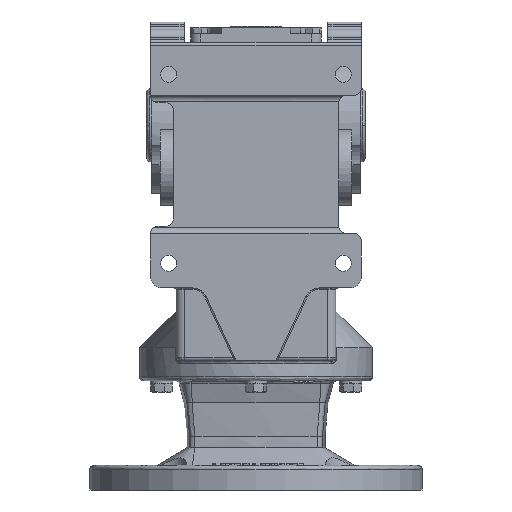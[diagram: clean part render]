
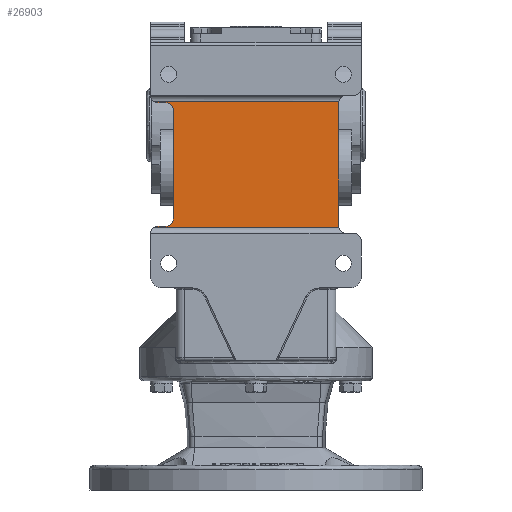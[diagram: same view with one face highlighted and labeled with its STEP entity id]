
A CAD part, front view. The second image highlights one B-rep face of the part: STEP entity #26903.
In plain terms, the highlighted planar face has unit normal (0, -1, 0).
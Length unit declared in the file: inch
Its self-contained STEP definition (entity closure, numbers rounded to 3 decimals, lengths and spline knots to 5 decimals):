
#54 = AXIS2_PLACEMENT_3D ( 'NONE', #12267, #39705, #15239 ) ;
#126 = CARTESIAN_POINT ( 'NONE',  ( -2.44094, -4.2126, 0.41339 ) ) ;
#199 = CARTESIAN_POINT ( 'NONE',  ( -2.44094, -4.2126, -2.73622 ) ) ;
#794 = CARTESIAN_POINT ( 'NONE',  ( 2.24409, -4.2126, 0.64961 ) ) ;
#1053 = VERTEX_POINT ( 'NONE', #1582 ) ;
#1199 = VERTEX_POINT ( 'NONE', #2180 ) ;
#1524 = AXIS2_PLACEMENT_3D ( 'NONE', #2488, #43498, #5482 ) ;
#1582 = CARTESIAN_POINT ( 'NONE',  ( -2.24409, -4.2126, -2.53937 ) ) ;
#1869 = CARTESIAN_POINT ( 'NONE',  ( 3.14961, -4.2126, -2.77559 ) ) ;
#2176 = EDGE_CURVE ( 'NONE', #31198, #22590, #6437, .T. ) ;
#2180 = CARTESIAN_POINT ( 'NONE',  ( -2.44094, -4.2126, 0.61024 ) ) ;
#2488 = CARTESIAN_POINT ( 'NONE',  ( -2.44094, -4.2126, -2.53937 ) ) ;
#3703 = VECTOR ( 'NONE', #11715, 39.37008 ) ;
#4347 = CARTESIAN_POINT ( 'NONE',  ( -2.24409, -4.2126, 0.61024 ) ) ;
#4521 = ORIENTED_EDGE ( 'NONE', *, *, #30355, .T. ) ;
#4979 = DIRECTION ( 'NONE',  ( 0., 1., 0. ) ) ;
#5187 = VECTOR ( 'NONE', #7962, 39.37008 ) ;
#5482 = DIRECTION ( 'NONE',  ( 1., 0., 0. ) ) ;
#6022 = VERTEX_POINT ( 'NONE', #32783 ) ;
#6284 = DIRECTION ( 'NONE',  ( 0., 1., 0. ) ) ;
#6437 = LINE ( 'NONE', #1869, #3703 ) ;
#6669 = VECTOR ( 'NONE', #35683, 39.37008 ) ;
#7962 = DIRECTION ( 'NONE',  ( 1., 0., 0. ) ) ;
#8289 = CIRCLE ( 'NONE', #1524, 0.19685 ) ;
#10859 = DIRECTION ( 'NONE',  ( 0., 1., 0. ) ) ;
#11715 = DIRECTION ( 'NONE',  ( -1., 0., 0. ) ) ;
#12267 = CARTESIAN_POINT ( 'NONE',  ( -2.65748, -4.2126, 0.80709 ) ) ;
#12326 = ORIENTED_EDGE ( 'NONE', *, *, #26135, .T. ) ;
#13263 = EDGE_CURVE ( 'NONE', #43722, #1199, #30757, .T. ) ;
#14259 = CIRCLE ( 'NONE', #17268, 0.19685 ) ;
#15239 = DIRECTION ( 'NONE',  ( -1., 0., 0. ) ) ;
#15365 = ORIENTED_EDGE ( 'NONE', *, *, #42747, .T. ) ;
#15732 = EDGE_LOOP ( 'NONE', ( #33288, #26782, #4521, #16991, #34261, #15365, #28992, #26749, #12326, #19437, #18526, #35221 ) ) ;
#16093 = PLANE ( 'NONE',  #28657 ) ;
#16165 = VECTOR ( 'NONE', #21384, 39.37008 ) ;
#16701 = CARTESIAN_POINT ( 'NONE',  ( -2.65748, -4.2126, 0.61024 ) ) ;
#16991 = ORIENTED_EDGE ( 'NONE', *, *, #36643, .F. ) ;
#17268 = AXIS2_PLACEMENT_3D ( 'NONE', #38567, #4979, #28812 ) ;
#17752 = CARTESIAN_POINT ( 'NONE',  ( -2.77559, -4.2126, 0.64961 ) ) ;
#17898 = VERTEX_POINT ( 'NONE', #31111 ) ;
#18526 = ORIENTED_EDGE ( 'NONE', *, *, #34134, .F. ) ;
#19437 = ORIENTED_EDGE ( 'NONE', *, *, #25539, .F. ) ;
#19520 = DIRECTION ( 'NONE',  ( -1., 0., 0. ) ) ;
#19628 = CIRCLE ( 'NONE', #27443, 0.19685 ) ;
#21384 = DIRECTION ( 'NONE',  ( -1., 0., 0. ) ) ;
#22517 = EDGE_CURVE ( 'NONE', #43722, #29285, #29361, .T. ) ;
#22589 = LINE ( 'NONE', #38405, #16165 ) ;
#22590 = VERTEX_POINT ( 'NONE', #29669 ) ;
#23098 = CARTESIAN_POINT ( 'NONE',  ( 2.24409, -4.2126, 0.61024 ) ) ;
#23627 = CARTESIAN_POINT ( 'NONE',  ( 2.44094, -4.2126, 0.61024 ) ) ;
#23896 = VECTOR ( 'NONE', #30746, 39.37008 ) ;
#23966 = DIRECTION ( 'NONE',  ( -1., 0., 0. ) ) ;
#24122 = CIRCLE ( 'NONE', #42174, 0.19685 ) ;
#24372 = CARTESIAN_POINT ( 'NONE',  ( -2.24409, -4.2126, 0.58561 ) ) ;
#24908 = LINE ( 'NONE', #794, #23896 ) ;
#25539 = EDGE_CURVE ( 'NONE', #37318, #6022, #24908, .T. ) ;
#26135 = EDGE_CURVE ( 'NONE', #31198, #6022, #14259, .T. ) ;
#26749 = ORIENTED_EDGE ( 'NONE', *, *, #2176, .F. ) ;
#26782 = ORIENTED_EDGE ( 'NONE', *, *, #13263, .T. ) ;
#26903 = ADVANCED_FACE ( 'NONE', ( #38793 ), #16093, .F. ) ;
#27443 = AXIS2_PLACEMENT_3D ( 'NONE', #40272, #6284, #36994 ) ;
#28211 = CIRCLE ( 'NONE', #41421, 0.19685 ) ;
#28620 = CARTESIAN_POINT ( 'NONE',  ( 2.24807, -4.2126, 0.64961 ) ) ;
#28657 = AXIS2_PLACEMENT_3D ( 'NONE', #39976, #43986, #19520 ) ;
#28812 = DIRECTION ( 'NONE',  ( -1., 0., 0. ) ) ;
#28906 = EDGE_CURVE ( 'NONE', #29285, #38455, #43980, .T. ) ;
#28992 = ORIENTED_EDGE ( 'NONE', *, *, #37398, .F. ) ;
#29285 = VERTEX_POINT ( 'NONE', #17752 ) ;
#29361 = CIRCLE ( 'NONE', #54, 0.19685 ) ;
#29669 = CARTESIAN_POINT ( 'NONE',  ( -2.77559, -4.2126, -2.77559 ) ) ;
#30005 = DIRECTION ( 'NONE',  ( 1., 0., 0. ) ) ;
#30355 = EDGE_CURVE ( 'NONE', #1199, #17898, #24122, .T. ) ;
#30364 = LINE ( 'NONE', #24372, #42115 ) ;
#30746 = DIRECTION ( 'NONE',  ( 0., 0., -1. ) ) ;
#30757 = LINE ( 'NONE', #4347, #5187 ) ;
#31111 = CARTESIAN_POINT ( 'NONE',  ( -2.24409, -4.2126, 0.41339 ) ) ;
#31198 = VERTEX_POINT ( 'NONE', #37769 ) ;
#31207 = DIRECTION ( 'NONE',  ( 0., 0., 1. ) ) ;
#32535 = CARTESIAN_POINT ( 'NONE',  ( 3.14961, -4.2126, 0.64961 ) ) ;
#32783 = CARTESIAN_POINT ( 'NONE',  ( 2.24409, -4.2126, -2.73622 ) ) ;
#33288 = ORIENTED_EDGE ( 'NONE', *, *, #22517, .F. ) ;
#33918 = DIRECTION ( 'NONE',  ( 0., -1., 0. ) ) ;
#34134 = EDGE_CURVE ( 'NONE', #38455, #37318, #28211, .T. ) ;
#34261 = ORIENTED_EDGE ( 'NONE', *, *, #40391, .T. ) ;
#35221 = ORIENTED_EDGE ( 'NONE', *, *, #28906, .F. ) ;
#35675 = VERTEX_POINT ( 'NONE', #41738 ) ;
#35683 = DIRECTION ( 'NONE',  ( 1., 0., 0. ) ) ;
#36643 = EDGE_CURVE ( 'NONE', #1053, #17898, #30364, .T. ) ;
#36994 = DIRECTION ( 'NONE',  ( 1., 0., 0. ) ) ;
#37318 = VERTEX_POINT ( 'NONE', #23098 ) ;
#37398 = EDGE_CURVE ( 'NONE', #22590, #35675, #19628, .T. ) ;
#37769 = CARTESIAN_POINT ( 'NONE',  ( 2.24807, -4.2126, -2.77559 ) ) ;
#37925 = VERTEX_POINT ( 'NONE', #199 ) ;
#38405 = CARTESIAN_POINT ( 'NONE',  ( -2.24409, -4.2126, -2.73622 ) ) ;
#38455 = VERTEX_POINT ( 'NONE', #28620 ) ;
#38567 = CARTESIAN_POINT ( 'NONE',  ( 2.44094, -4.2126, -2.73622 ) ) ;
#38793 = FACE_OUTER_BOUND ( 'NONE', #15732, .T. ) ;
#39705 = DIRECTION ( 'NONE',  ( 0., 1., 0. ) ) ;
#39976 = CARTESIAN_POINT ( 'NONE',  ( 3.14961, -4.2126, -2.77559 ) ) ;
#40272 = CARTESIAN_POINT ( 'NONE',  ( -2.65748, -4.2126, -2.93307 ) ) ;
#40391 = EDGE_CURVE ( 'NONE', #1053, #37925, #8289, .T. ) ;
#41421 = AXIS2_PLACEMENT_3D ( 'NONE', #23627, #33918, #30005 ) ;
#41738 = CARTESIAN_POINT ( 'NONE',  ( -2.65748, -4.2126, -2.73622 ) ) ;
#42115 = VECTOR ( 'NONE', #31207, 39.37008 ) ;
#42174 = AXIS2_PLACEMENT_3D ( 'NONE', #126, #10859, #23966 ) ;
#42747 = EDGE_CURVE ( 'NONE', #37925, #35675, #22589, .T. ) ;
#43498 = DIRECTION ( 'NONE',  ( 0., 1., 0. ) ) ;
#43722 = VERTEX_POINT ( 'NONE', #16701 ) ;
#43980 = LINE ( 'NONE', #32535, #6669 ) ;
#43986 = DIRECTION ( 'NONE',  ( 0., 1., 0. ) ) ;
